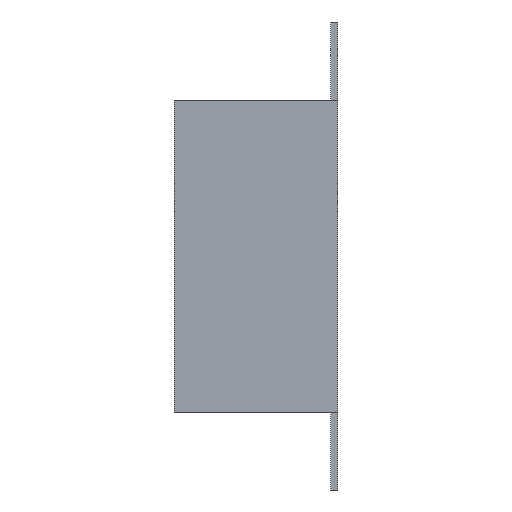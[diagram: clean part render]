
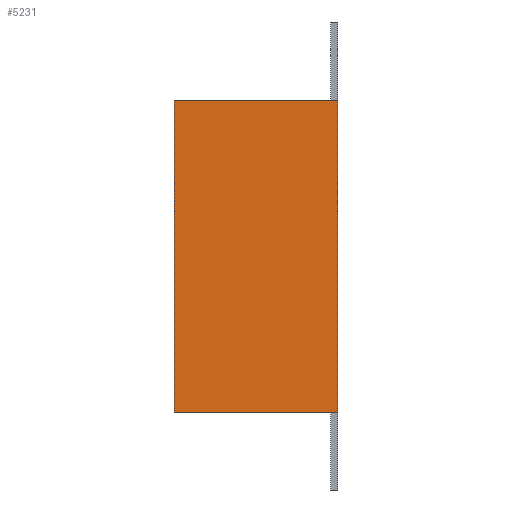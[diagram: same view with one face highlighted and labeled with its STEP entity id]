
A CAD part, left-side view. The second image highlights one B-rep face of the part: STEP entity #5231.
In plain terms, the highlighted planar face has unit normal (-1, 0, 0).
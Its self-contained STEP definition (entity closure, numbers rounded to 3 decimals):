
#19 = AXIS2_PLACEMENT_3D ( 'NONE', #7636, #5580, #8537 ) ;
#51 = EDGE_CURVE ( 'NONE', #3897, #10867, #1951, .T. ) ;
#965 = DIRECTION ( 'NONE',  ( 0., 0., 1. ) ) ;
#1141 = VECTOR ( 'NONE', #6795, 1000. ) ;
#1422 = DIRECTION ( 'NONE',  ( 0., 0., 1. ) ) ;
#1576 = FACE_OUTER_BOUND ( 'NONE', #4301, .T. ) ;
#1596 = ORIENTED_EDGE ( 'NONE', *, *, #4743, .F. ) ;
#1951 = LINE ( 'NONE', #5052, #1141 ) ;
#2355 = VERTEX_POINT ( 'NONE', #2898 ) ;
#2898 = CARTESIAN_POINT ( 'NONE',  ( -1., 2.1, -2. ) ) ;
#2977 = LINE ( 'NONE', #8968, #3778 ) ;
#3611 = CARTESIAN_POINT ( 'NONE',  ( -1., 2.1, -2. ) ) ;
#3778 = VECTOR ( 'NONE', #965, 1000. ) ;
#3897 = VERTEX_POINT ( 'NONE', #11753 ) ;
#4301 = EDGE_LOOP ( 'NONE', ( #12109, #6533, #1596, #10174 ) ) ;
#4743 = EDGE_CURVE ( 'NONE', #2355, #3897, #5431, .T. ) ;
#5005 = VECTOR ( 'NONE', #1422, 1000. ) ;
#5052 = CARTESIAN_POINT ( 'NONE',  ( -1., 2.1, 2. ) ) ;
#5231 = ADVANCED_FACE ( 'NONE', ( #1576 ), #9120, .F. ) ;
#5431 = LINE ( 'NONE', #11441, #5005 ) ;
#5580 = DIRECTION ( 'NONE',  ( 1., 0., 0. ) ) ;
#5734 = VERTEX_POINT ( 'NONE', #9795 ) ;
#6533 = ORIENTED_EDGE ( 'NONE', *, *, #51, .F. ) ;
#6795 = DIRECTION ( 'NONE',  ( 0., -1., 0. ) ) ;
#7015 = CARTESIAN_POINT ( 'NONE',  ( -1., 0., 2. ) ) ;
#7636 = CARTESIAN_POINT ( 'NONE',  ( -1., 2.1, -2. ) ) ;
#8218 = EDGE_CURVE ( 'NONE', #5734, #10867, #2977, .T. ) ;
#8537 = DIRECTION ( 'NONE',  ( 0., 1., 0. ) ) ;
#8968 = CARTESIAN_POINT ( 'NONE',  ( -1., 0., -2. ) ) ;
#9120 = PLANE ( 'NONE',  #19 ) ;
#9555 = LINE ( 'NONE', #3611, #9667 ) ;
#9667 = VECTOR ( 'NONE', #12721, 1000. ) ;
#9795 = CARTESIAN_POINT ( 'NONE',  ( -1., 0., -2. ) ) ;
#10174 = ORIENTED_EDGE ( 'NONE', *, *, #12479, .T. ) ;
#10867 = VERTEX_POINT ( 'NONE', #7015 ) ;
#11441 = CARTESIAN_POINT ( 'NONE',  ( -1., 2.1, -2. ) ) ;
#11753 = CARTESIAN_POINT ( 'NONE',  ( -1., 2.1, 2. ) ) ;
#12109 = ORIENTED_EDGE ( 'NONE', *, *, #8218, .T. ) ;
#12479 = EDGE_CURVE ( 'NONE', #2355, #5734, #9555, .T. ) ;
#12721 = DIRECTION ( 'NONE',  ( 0., -1., 0. ) ) ;
